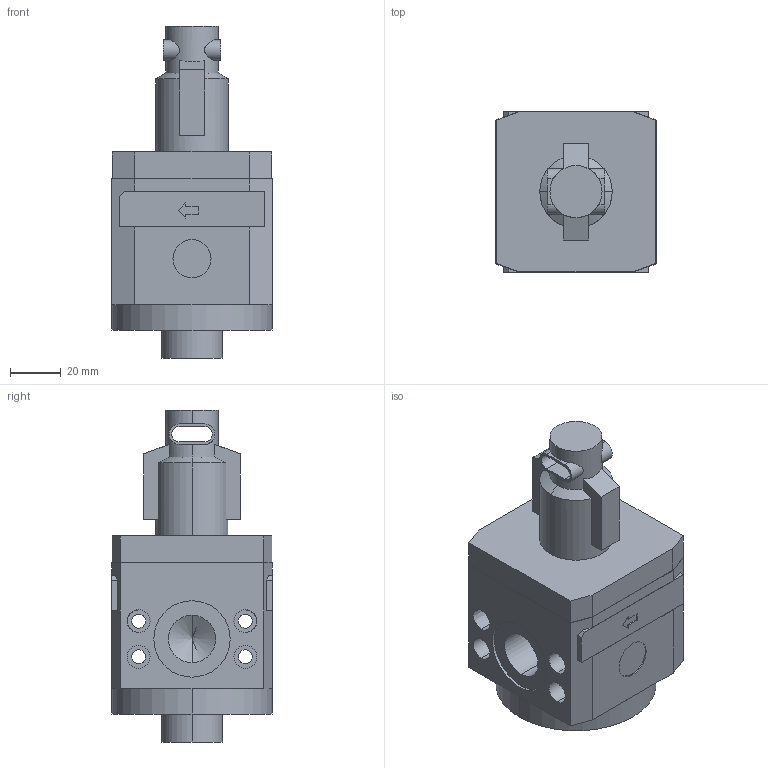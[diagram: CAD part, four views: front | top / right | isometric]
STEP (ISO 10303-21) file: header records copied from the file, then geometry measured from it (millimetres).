
FILE_DESCRIPTION((''),'2;1');
FILE_NAME('17330B.stp','2003-06-16T15:01:05',('maffial1'),(''),'Autodesk Inventor 7','Autodesk Inventor 7','');
FILE_SCHEMA(('AUTOMOTIVE_DESIGN { 1 0 10303 214 1 1 1 1 }'));
Length unit declared in the file: millimetre
Products named in the file (1): 17330B
Bounding box: 63 x 63 x 130.5 mm (x, y, z)
Volume: 274557.9 mm3; surface area: 45304.1 mm2
Topology: 1 solids, 3 shells, 172 faces, 446 edges, 288 vertices
Faces by surface type: bspline 80, plane 70, cylinder 18, cone 4
Entity records: 5895 total; most frequent: CARTESIAN_POINT 1825, ORIENTED_EDGE 884, DIRECTION 754, EDGE_CURVE 442, VECTOR 300, LINE 300, VERTEX_POINT 288, AXIS2_PLACEMENT_3D 227
